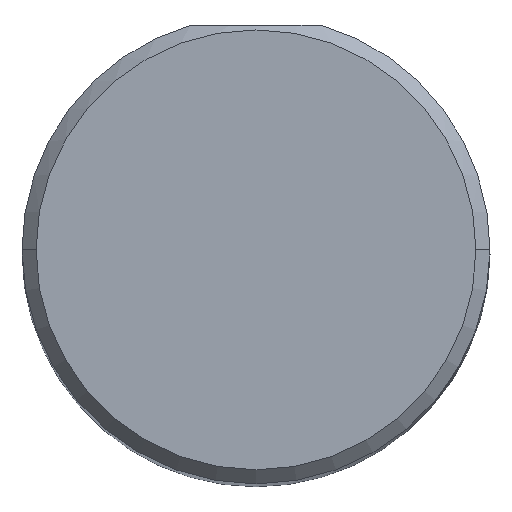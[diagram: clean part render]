
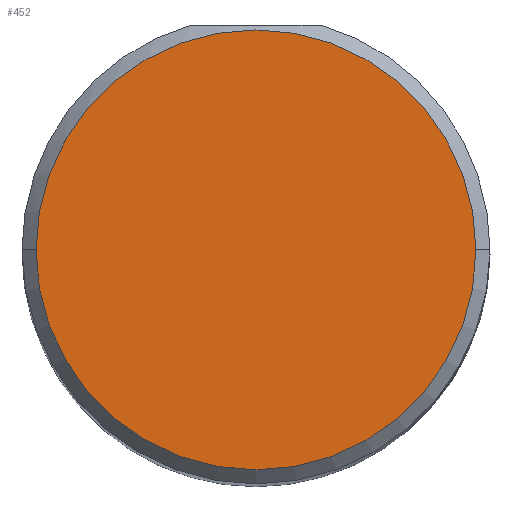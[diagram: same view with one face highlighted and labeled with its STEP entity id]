
A CAD part, top view. The second image highlights one B-rep face of the part: STEP entity #452.
In plain terms, the highlighted planar face has unit normal (0, 0, 1).
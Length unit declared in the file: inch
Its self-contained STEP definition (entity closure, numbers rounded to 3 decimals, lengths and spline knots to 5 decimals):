
#55 = DIRECTION ( 'NONE',  ( 0., 0., 1. ) ) ;
#97 = FACE_OUTER_BOUND ( 'NONE', #201, .T. ) ;
#102 = CIRCLE ( 'NONE', #442, 0.235 ) ;
#105 = DIRECTION ( 'NONE',  ( 0., 0., 1. ) ) ;
#162 = CARTESIAN_POINT ( 'NONE',  ( -0.235, 0., 3. ) ) ;
#201 = EDGE_LOOP ( 'NONE', ( #347, #714 ) ) ;
#253 = PLANE ( 'NONE',  #659 ) ;
#275 = CARTESIAN_POINT ( 'NONE',  ( 0., 0., 3. ) ) ;
#306 = VERTEX_POINT ( 'NONE', #162 ) ;
#331 = EDGE_CURVE ( 'NONE', #306, #738, #371, .T. ) ;
#347 = ORIENTED_EDGE ( 'NONE', *, *, #331, .T. ) ;
#371 = CIRCLE ( 'NONE', #457, 0.235 ) ;
#379 = DIRECTION ( 'NONE',  ( 1., 0., 0. ) ) ;
#442 = AXIS2_PLACEMENT_3D ( 'NONE', #275, #548, #665 ) ;
#452 = ADVANCED_FACE ( 'NONE', ( #97 ), #253, .T. ) ;
#457 = AXIS2_PLACEMENT_3D ( 'NONE', #502, #105, #731 ) ;
#476 = CARTESIAN_POINT ( 'NONE',  ( 0.235, 0., 3. ) ) ;
#502 = CARTESIAN_POINT ( 'NONE',  ( 0., 0., 3. ) ) ;
#533 = EDGE_CURVE ( 'NONE', #738, #306, #102, .T. ) ;
#548 = DIRECTION ( 'NONE',  ( 0., 0., 1. ) ) ;
#659 = AXIS2_PLACEMENT_3D ( 'NONE', #739, #55, #379 ) ;
#665 = DIRECTION ( 'NONE',  ( 1., 0., 0. ) ) ;
#714 = ORIENTED_EDGE ( 'NONE', *, *, #533, .T. ) ;
#731 = DIRECTION ( 'NONE',  ( 1., 0., 0. ) ) ;
#738 = VERTEX_POINT ( 'NONE', #476 ) ;
#739 = CARTESIAN_POINT ( 'NONE',  ( 0., 0., 3. ) ) ;
